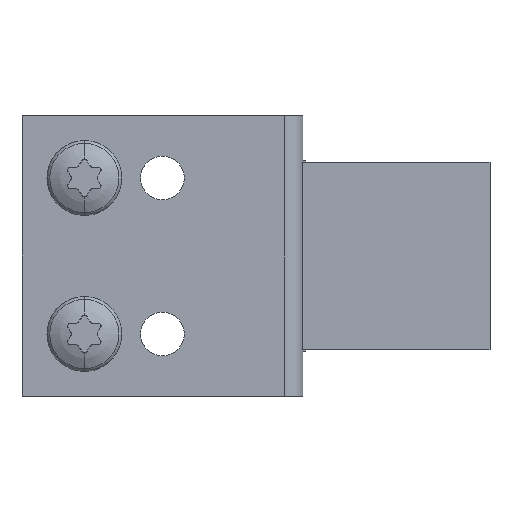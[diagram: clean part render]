
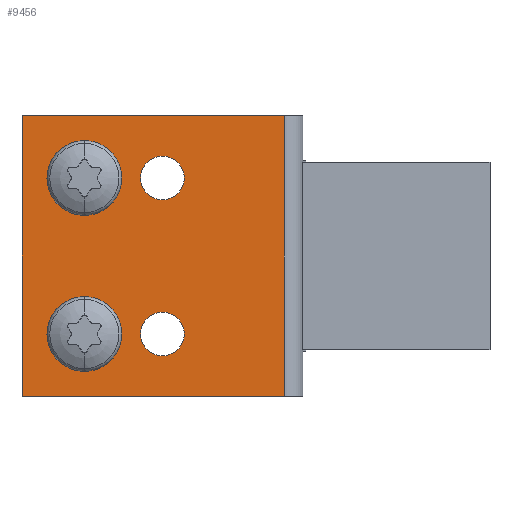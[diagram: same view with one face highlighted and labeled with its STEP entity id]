
A CAD part, left-side view. The second image highlights one B-rep face of the part: STEP entity #9456.
In plain terms, the highlighted planar face has unit normal (-1, 0, 0).
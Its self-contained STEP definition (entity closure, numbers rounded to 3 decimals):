
#8450=DIRECTION('',(0.,0.,1.));
#8451=VECTOR('',#8450,45.);
#8452=CARTESIAN_POINT('',(-2.,-13.5,-10.));
#8453=LINE('',#8452,#8451);
#8488=DIRECTION('',(0.,1.,0.));
#8489=VECTOR('',#8488,42.);
#8490=CARTESIAN_POINT('',(-2.,-13.5,-10.));
#8491=LINE('',#8490,#8489);
#8492=DIRECTION('',(0.,0.,1.));
#8493=VECTOR('',#8492,45.);
#8494=CARTESIAN_POINT('',(-2.,28.5,-10.));
#8495=LINE('',#8494,#8493);
#8496=CARTESIAN_POINT('',(-2.,18.5,0.));
#8497=DIRECTION('',(-1.,0.,0.));
#8498=DIRECTION('',(0.,1.,0.));
#8499=AXIS2_PLACEMENT_3D('',#8496,#8497,#8498);
#8501=CARTESIAN_POINT('',(-2.,18.5,0.));
#8502=DIRECTION('',(-1.,0.,0.));
#8503=DIRECTION('',(0.,-1.,0.));
#8504=AXIS2_PLACEMENT_3D('',#8501,#8502,#8503);
#8506=CARTESIAN_POINT('',(-2.,6.,0.));
#8507=DIRECTION('',(-1.,0.,0.));
#8508=DIRECTION('',(0.,1.,0.));
#8509=AXIS2_PLACEMENT_3D('',#8506,#8507,#8508);
#8511=CARTESIAN_POINT('',(-2.,6.,0.));
#8512=DIRECTION('',(-1.,0.,0.));
#8513=DIRECTION('',(0.,-1.,0.));
#8514=AXIS2_PLACEMENT_3D('',#8511,#8512,#8513);
#8516=CARTESIAN_POINT('',(-2.,18.5,25.));
#8517=DIRECTION('',(-1.,0.,0.));
#8518=DIRECTION('',(0.,1.,0.));
#8519=AXIS2_PLACEMENT_3D('',#8516,#8517,#8518);
#8521=CARTESIAN_POINT('',(-2.,18.5,25.));
#8522=DIRECTION('',(-1.,0.,0.));
#8523=DIRECTION('',(0.,-1.,0.));
#8524=AXIS2_PLACEMENT_3D('',#8521,#8522,#8523);
#8526=CARTESIAN_POINT('',(-2.,6.,25.));
#8527=DIRECTION('',(-1.,0.,0.));
#8528=DIRECTION('',(0.,1.,0.));
#8529=AXIS2_PLACEMENT_3D('',#8526,#8527,#8528);
#8531=CARTESIAN_POINT('',(-2.,6.,25.));
#8532=DIRECTION('',(-1.,0.,0.));
#8533=DIRECTION('',(0.,-1.,0.));
#8534=AXIS2_PLACEMENT_3D('',#8531,#8532,#8533);
#8536=DIRECTION('',(0.,1.,0.));
#8537=VECTOR('',#8536,42.);
#8538=CARTESIAN_POINT('',(-2.,-13.5,35.));
#8539=LINE('',#8538,#8537);
#8921=CARTESIAN_POINT('',(-2.,-13.5,35.));
#8923=VERTEX_POINT('',#8921);
#8926=CARTESIAN_POINT('',(-2.,-13.5,-10.));
#8927=VERTEX_POINT('',#8926);
#8928=CARTESIAN_POINT('',(-2.,28.5,-10.));
#8929=VERTEX_POINT('',#8928);
#8932=CARTESIAN_POINT('',(-2.,28.5,35.));
#8933=VERTEX_POINT('',#8932);
#8934=CARTESIAN_POINT('',(-2.,22.,0.));
#8935=CARTESIAN_POINT('',(-2.,15.,0.));
#8936=VERTEX_POINT('',#8934);
#8937=VERTEX_POINT('',#8935);
#8938=CARTESIAN_POINT('',(-2.,9.5,0.));
#8939=CARTESIAN_POINT('',(-2.,2.5,0.));
#8940=VERTEX_POINT('',#8938);
#8941=VERTEX_POINT('',#8939);
#8942=CARTESIAN_POINT('',(-2.,22.,25.));
#8943=CARTESIAN_POINT('',(-2.,15.,25.));
#8944=VERTEX_POINT('',#8942);
#8945=VERTEX_POINT('',#8943);
#8946=CARTESIAN_POINT('',(-2.,9.5,25.));
#8947=CARTESIAN_POINT('',(-2.,2.5,25.));
#8948=VERTEX_POINT('',#8946);
#8949=VERTEX_POINT('',#8947);
#9419=CARTESIAN_POINT('',(-2.,7.5,12.5));
#9420=DIRECTION('',(1.,0.,0.));
#9421=DIRECTION('',(0.,-1.,0.));
#9422=AXIS2_PLACEMENT_3D('',#9419,#9420,#9421);
#9423=PLANE('',#9422);
#9425=ORIENTED_EDGE('',*,*,#9424,.F.);
#9426=ORIENTED_EDGE('',*,*,#9359,.F.);
#9427=ORIENTED_EDGE('',*,*,#9409,.T.);
#9429=ORIENTED_EDGE('',*,*,#9428,.T.);
#9430=EDGE_LOOP('',(#9425,#9426,#9427,#9429));
#9431=FACE_OUTER_BOUND('',#9430,.F.);
#9433=ORIENTED_EDGE('',*,*,#9432,.T.);
#9435=ORIENTED_EDGE('',*,*,#9434,.T.);
#9436=EDGE_LOOP('',(#9433,#9435));
#9437=FACE_BOUND('',#9436,.F.);
#9439=ORIENTED_EDGE('',*,*,#9438,.T.);
#9441=ORIENTED_EDGE('',*,*,#9440,.T.);
#9442=EDGE_LOOP('',(#9439,#9441));
#9443=FACE_BOUND('',#9442,.F.);
#9445=ORIENTED_EDGE('',*,*,#9444,.T.);
#9447=ORIENTED_EDGE('',*,*,#9446,.T.);
#9448=EDGE_LOOP('',(#9445,#9447));
#9449=FACE_BOUND('',#9448,.F.);
#9451=ORIENTED_EDGE('',*,*,#9450,.T.);
#9453=ORIENTED_EDGE('',*,*,#9452,.T.);
#9454=EDGE_LOOP('',(#9451,#9453));
#9455=FACE_BOUND('',#9454,.F.);
#8500=CIRCLE('',#8499,3.5);
#8505=CIRCLE('',#8504,3.5);
#8510=CIRCLE('',#8509,3.5);
#8515=CIRCLE('',#8514,3.5);
#8520=CIRCLE('',#8519,3.5);
#8525=CIRCLE('',#8524,3.5);
#8530=CIRCLE('',#8529,3.5);
#8535=CIRCLE('',#8534,3.5);
#9359=EDGE_CURVE('',#8927,#8923,#8453,.T.);
#9409=EDGE_CURVE('',#8927,#8929,#8491,.T.);
#9424=EDGE_CURVE('',#8923,#8933,#8539,.T.);
#9428=EDGE_CURVE('',#8929,#8933,#8495,.T.);
#9432=EDGE_CURVE('',#8936,#8937,#8500,.T.);
#9434=EDGE_CURVE('',#8937,#8936,#8505,.T.);
#9438=EDGE_CURVE('',#8940,#8941,#8510,.T.);
#9440=EDGE_CURVE('',#8941,#8940,#8515,.T.);
#9444=EDGE_CURVE('',#8944,#8945,#8520,.T.);
#9446=EDGE_CURVE('',#8945,#8944,#8525,.T.);
#9450=EDGE_CURVE('',#8948,#8949,#8530,.T.);
#9452=EDGE_CURVE('',#8949,#8948,#8535,.T.);
#9456=ADVANCED_FACE('',(#9431,#9437,#9443,#9449,#9455),#9423,.F.);
